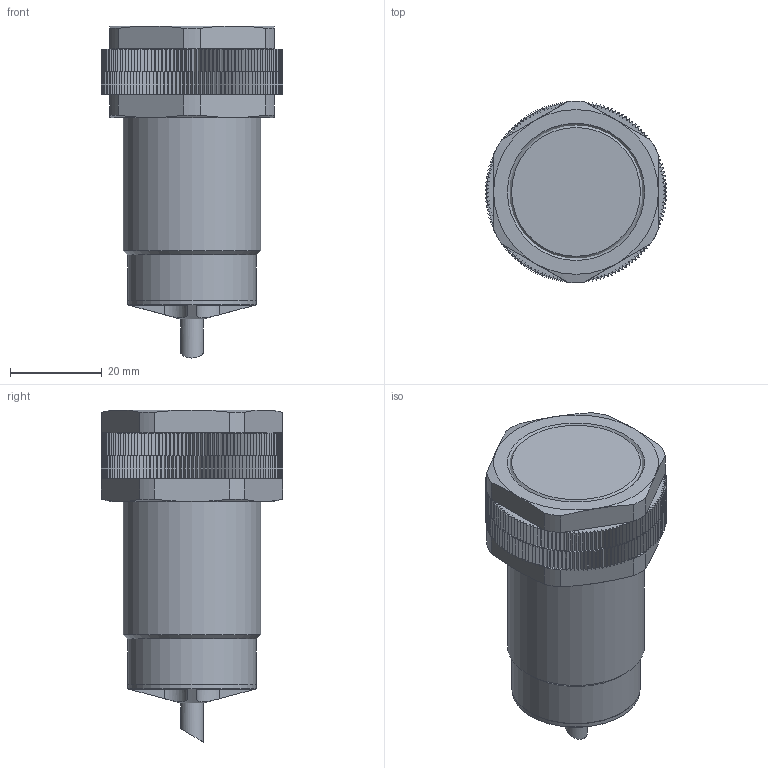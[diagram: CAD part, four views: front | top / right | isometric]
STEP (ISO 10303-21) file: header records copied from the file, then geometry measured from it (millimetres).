
FILE_DESCRIPTION(/* description */ ('STEP AP214'),/* implementation_level */ '2;1');
FILE_NAME(/* name */ '538333_SIEN-M30NB-PS-K-L-PA',/* time_stamp */ '2024-09-15T05:40:00+02:00',/* author */ ('License CC BY-ND 4.0'),/* organization */ ('CADENAS'),/* preprocessor_version */ 'ST-DEVELOPER v19.3',/* originating_system */ 'PARTsolutions',/* authorisation */ ' ');
FILE_SCHEMA (('AUTOMOTIVE_DESIGN {1 0 10303 214 3 1 1}'));
Length unit declared in the file: millimetre
Products named in the file (3): 538333 SIEN-M30NB-PS-K-L-PA---(10_0); 538333 SIEN-M30NB-PS-K-L-PA_1---(10_0); 538333 SIEN-M30NB-PS-K-L-PA_2
Assembly tree (3 placements, depth 2):
  538333 SIEN-M30NB-PS-K-L-PA---(10_0)
    538333 SIEN-M30NB-PS-K-L-PA_1---(10_0)
    538333 SIEN-M30NB-PS-K-L-PA_2  x2
Bounding box: 39.6 x 39.6 x 72.56 mm (x, y, z)
Volume: 52632.2 mm3; surface area: 15189.6 mm2
Topology: 3 solids, 3 shells, 642 faces, 1861 edges, 1234 vertices
Faces by surface type: plane 596, cylinder 26, cone 19, sphere 1
Full cylindrical faces by diameter (mm): 5 x1, 28 x1, 28.16 x1, 28.376 x2, 30 x1, 35 x2
Entity records: 10775 total; most frequent: CARTESIAN_POINT 2000, ORIENTED_EDGE 1888, DIRECTION 1643, EDGE_CURVE 944, LINE 875, VECTOR 875, VERTEX_POINT 633, AXIS2_PLACEMENT_3D 384
